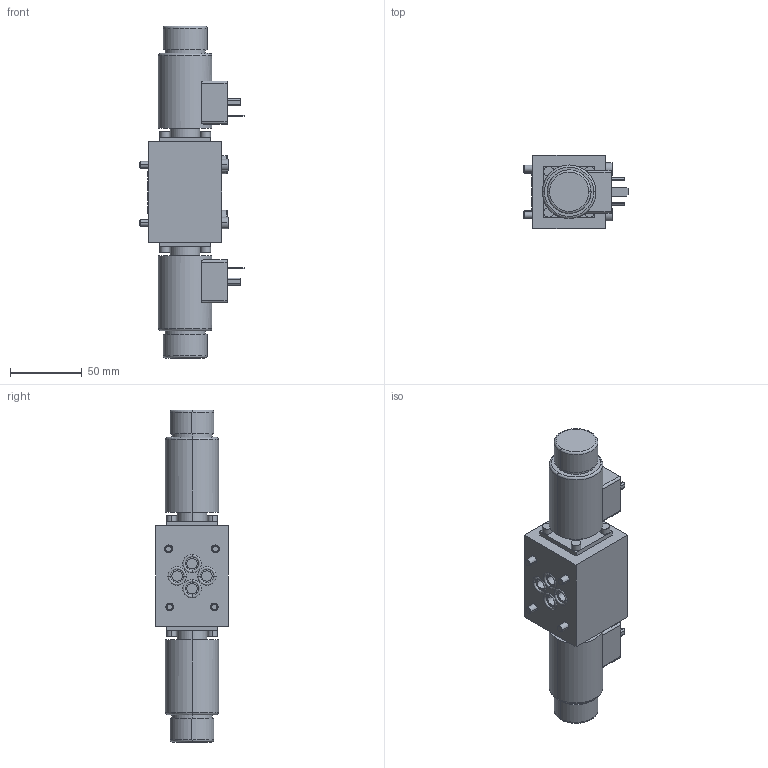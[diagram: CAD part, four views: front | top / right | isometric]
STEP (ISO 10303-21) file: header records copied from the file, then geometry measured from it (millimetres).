
FILE_DESCRIPTION((''),'2;1');
FILE_NAME('ILCM47112321','2025-08-22T14:34:17',('Kroemer'),(''),'CREO PARAMETRIC BY PTC INC, 2021164','CREO PARAMETRIC BY PTC INC, 2021164','');
FILE_SCHEMA(('AUTOMOTIVE_DESIGN { 1 0 10303 214 1 1 1 1 }'));
Length unit declared in the file: inch
Products named in the file (1): ILCM47112321
Bounding box: 73.03 x 50.8 x 231.29 mm (x, y, z)
Volume: 356844.1 mm3; surface area: 54670.5 mm2
Topology: 1 solids, 1 shells, 284 faces, 688 edges, 458 vertices
Faces by surface type: plane 144, cylinder 104, torus 20, cone 16
Entity records: 9328 total; most frequent: DIRECTION 1577, CARTESIAN_POINT 1537, ORIENTED_EDGE 1376, EDGE_CURVE 688, AXIS2_PLACEMENT_3D 593, VERTEX_POINT 458, VECTOR 388, LINE 388
